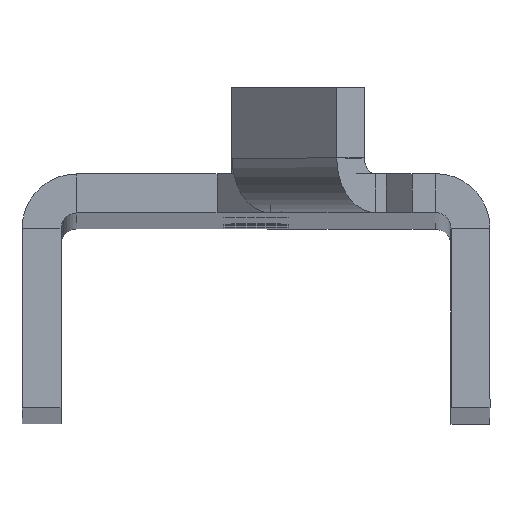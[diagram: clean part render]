
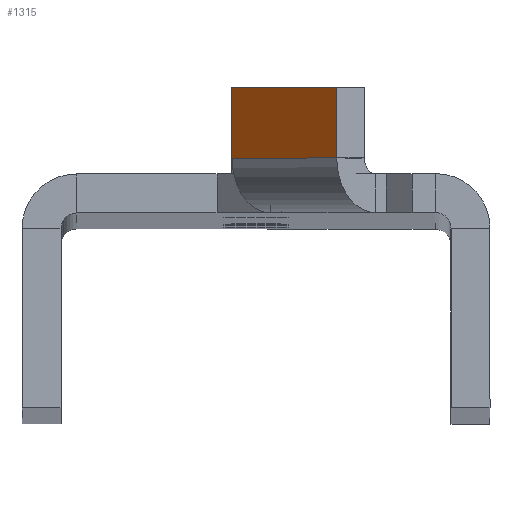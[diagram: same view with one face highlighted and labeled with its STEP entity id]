
A CAD part, top view. The second image highlights one B-rep face of the part: STEP entity #1315.
In plain terms, the highlighted planar face has unit normal (-0.707, 0, 0.707).
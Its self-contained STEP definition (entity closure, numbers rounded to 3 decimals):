
#224 = LINE ( 'NONE', #477, #603 ) ;
#231 = VERTEX_POINT ( 'NONE', #1348 ) ;
#300 = FACE_OUTER_BOUND ( 'NONE', #1151, .T. ) ;
#401 = DIRECTION ( 'NONE',  ( 0., -1., 0. ) ) ;
#404 = ORIENTED_EDGE ( 'NONE', *, *, #533, .T. ) ;
#456 = VERTEX_POINT ( 'NONE', #1303 ) ;
#477 = CARTESIAN_POINT ( 'NONE',  ( 5.177, 0., 307.541 ) ) ;
#508 = ORIENTED_EDGE ( 'NONE', *, *, #1290, .T. ) ;
#533 = EDGE_CURVE ( 'NONE', #988, #1811, #1657, .T. ) ;
#560 = DIRECTION ( 'NONE',  ( -0.707, 0., 0.707 ) ) ;
#567 = CARTESIAN_POINT ( 'NONE',  ( -1.541, 3.5, 300.823 ) ) ;
#573 = DIRECTION ( 'NONE',  ( -0.707, 0., -0.707 ) ) ;
#575 = CARTESIAN_POINT ( 'NONE',  ( -1.541, 8., 300.823 ) ) ;
#584 = AXIS2_PLACEMENT_3D ( 'NONE', #1523, #560, #1671 ) ;
#603 = VECTOR ( 'NONE', #2044, 1000. ) ;
#741 = CARTESIAN_POINT ( 'NONE',  ( -1.541, 0., 300.823 ) ) ;
#949 = ORIENTED_EDGE ( 'NONE', *, *, #1168, .F. ) ;
#988 = VERTEX_POINT ( 'NONE', #1166 ) ;
#1112 = CARTESIAN_POINT ( 'NONE',  ( 5.177, 8., 307.541 ) ) ;
#1151 = EDGE_LOOP ( 'NONE', ( #949, #1859, #404, #508 ) ) ;
#1166 = CARTESIAN_POINT ( 'NONE',  ( 5.177, 8., 307.541 ) ) ;
#1168 = EDGE_CURVE ( 'NONE', #456, #231, #1767, .T. ) ;
#1266 = DIRECTION ( 'NONE',  ( -0.707, 0., -0.707 ) ) ;
#1290 = EDGE_CURVE ( 'NONE', #1811, #231, #1977, .T. ) ;
#1303 = CARTESIAN_POINT ( 'NONE',  ( 5.177, 3.5, 307.541 ) ) ;
#1315 = ADVANCED_FACE ( 'NONE', ( #300 ), #1832, .T. ) ;
#1348 = CARTESIAN_POINT ( 'NONE',  ( -1.541, 3.5, 300.823 ) ) ;
#1386 = EDGE_CURVE ( 'NONE', #988, #456, #224, .T. ) ;
#1523 = CARTESIAN_POINT ( 'NONE',  ( -151.182, 0., 151.182 ) ) ;
#1657 = LINE ( 'NONE', #1112, #1875 ) ;
#1671 = DIRECTION ( 'NONE',  ( 0.707, 0., 0.707 ) ) ;
#1673 = VECTOR ( 'NONE', #573, 1000. ) ;
#1747 = VECTOR ( 'NONE', #401, 1000. ) ;
#1767 = LINE ( 'NONE', #567, #1673 ) ;
#1811 = VERTEX_POINT ( 'NONE', #575 ) ;
#1832 = PLANE ( 'NONE',  #584 ) ;
#1859 = ORIENTED_EDGE ( 'NONE', *, *, #1386, .F. ) ;
#1875 = VECTOR ( 'NONE', #1266, 1000. ) ;
#1977 = LINE ( 'NONE', #741, #1747 ) ;
#2044 = DIRECTION ( 'NONE',  ( 0., -1., 0. ) ) ;
